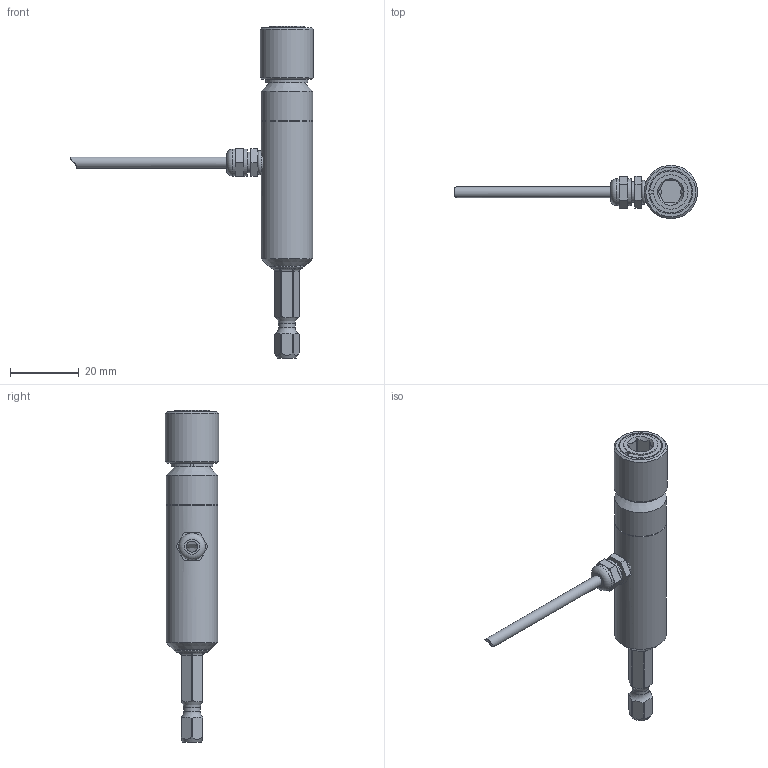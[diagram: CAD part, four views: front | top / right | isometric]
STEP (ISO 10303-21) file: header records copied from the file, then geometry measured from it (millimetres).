
FILE_DESCRIPTION( ( 'Unknown' ), '1' );
FILE_NAME( '2431-Z01_DOC-00066509.stp', 'Unknown', ( 'Unknown' ), ( 'Unknown' ), 'PSStep 17.0.49', 'Unknown', ' ' );
FILE_SCHEMA( ( 'AUTOMOTIVE_DESIGN { 1 0 10303 214 1 1 1 1 }' ) );
Length unit declared in the file: millimetre
Products named in the file (13): Assem1; 2431-001_DOC-00066474; 1465-001_doc-00040392; 2285-001_doc-00043299; 2285-005_doc-00054920; DOC-00066888; DOC-00066888-oa0; D2,5_DOC-00066907; D2,5_DOC-00066907-oa1; Paßscheibe DIN 988-P10x16x1-oa2; FK Druckfeder 54-6-1-0,80x12,00x22,70-oa3; kabeldurchmesser 3,2_doc-00043680-oa4; kv m6x1_doc-00040935
Assembly tree (12 placements, depth 2):
  Assem1
    2431-001_DOC-00066474
    1465-001_doc-00040392
    2285-001_doc-00043299
    2285-005_doc-00054920
    DOC-00066888
    DOC-00066888-oa0
    D2,5_DOC-00066907
    D2,5_DOC-00066907-oa1
    Paßscheibe DIN 988-P10x16x1-oa2
    FK Druckfeder 54-6-1-0,80x12,00x22,70-oa3
    kabeldurchmesser 3,2_doc-00043680-oa4
    kv m6x1_doc-00040935
Bounding box: 70.64 x 15.5 x 96.5 mm (x, y, z)
Volume: 17133.3 mm3; surface area: 9991.5 mm2
Topology: 12 solids, 12 shells, 157 faces, 366 edges, 237 vertices
Faces by surface type: plane 70, cylinder 56, cone 15, torus 10, bspline 3, sphere 2, extrusion 1
Full cylindrical faces by diameter (mm): 1 x1, 2.5 x2, 3.2 x2, 4.8 x1, 4.917 x1, 6 x2, 7.8 x2, 10 x3, 10.6 x1, 12.2 x1, 12.8 x2, 15 x2, 15.5 x1
Entity records: 7310 total; most frequent: CARTESIAN_POINT 2564, DIRECTION 703, ORIENTED_EDGE 592, EDGE_CURVE 296, AXIS2_PLACEMENT_3D 291, VERTEX_POINT 219, EDGE_LOOP 216, FACE_OUTER_BOUND 183
